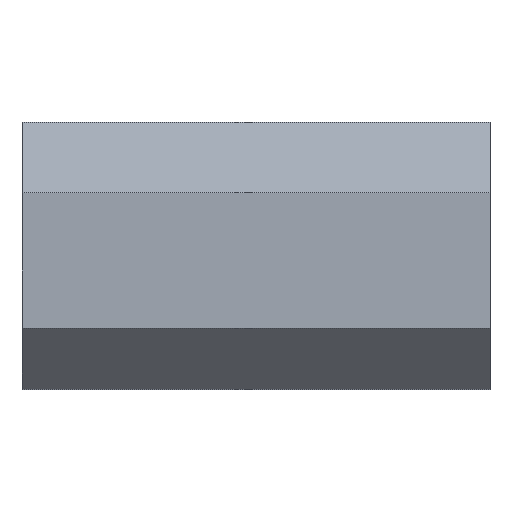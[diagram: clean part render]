
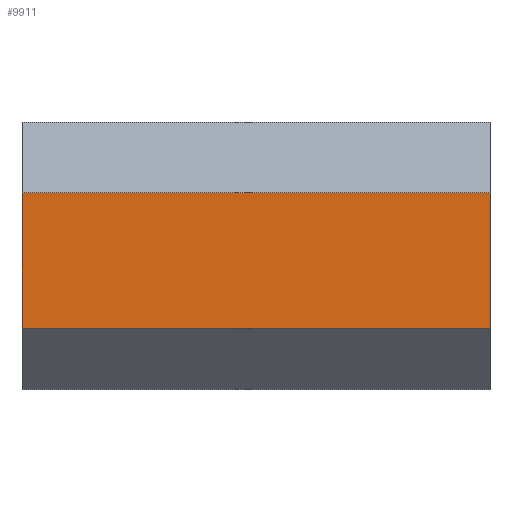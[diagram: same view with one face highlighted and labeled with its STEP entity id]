
A CAD part, top view. The second image highlights one B-rep face of the part: STEP entity #9911.
In plain terms, the highlighted planar face has unit normal (0, 0, 1).
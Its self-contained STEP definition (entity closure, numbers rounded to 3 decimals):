
#8488 = PLANE('',#8489);
#8489 = AXIS2_PLACEMENT_3D('',#8490,#8491,#8492);
#8490 = CARTESIAN_POINT('',(18.75,1.731,5.523));
#8491 = DIRECTION('',(1.,0.,0.));
#8492 = DIRECTION('',(0.,0.,1.));
#8542 = PLANE('',#8543);
#8543 = AXIS2_PLACEMENT_3D('',#8544,#8545,#8546);
#8544 = CARTESIAN_POINT('',(-1.25,1.731,5.523));
#8545 = DIRECTION('',(1.,0.,0.));
#8546 = DIRECTION('',(0.,0.,1.));
#8673 = PLANE('',#8674);
#8674 = AXIS2_PLACEMENT_3D('',#8675,#8676,#8677);
#8675 = CARTESIAN_POINT('',(-1.25,8.4,8.5));
#8676 = DIRECTION('',(0.,-0.447,-0.894));
#8677 = DIRECTION('',(0.,-0.894,0.447));
#8712 = VERTEX_POINT('',#8713);
#8713 = CARTESIAN_POINT('',(-1.25,5.4,10.));
#8734 = EDGE_CURVE('',#8712,#8735,#8737,.T.);
#8735 = VERTEX_POINT('',#8736);
#8736 = CARTESIAN_POINT('',(-1.25,-0.4,10.));
#8737 = SURFACE_CURVE('',#8738,(#8742,#8749),.PCURVE_S1.);
#8738 = LINE('',#8739,#8740);
#8739 = CARTESIAN_POINT('',(-1.25,5.4,10.));
#8740 = VECTOR('',#8741,1.);
#8741 = DIRECTION('',(0.,-1.,0.));
#8742 = PCURVE('',#8542,#8743);
#8743 = DEFINITIONAL_REPRESENTATION('',(#8744),#8748);
#8744 = LINE('',#8745,#8746);
#8745 = CARTESIAN_POINT('',(4.477,-3.669));
#8746 = VECTOR('',#8747,1.);
#8747 = DIRECTION('',(0.,1.));
#8748 = ( GEOMETRIC_REPRESENTATION_CONTEXT(2) 
PARAMETRIC_REPRESENTATION_CONTEXT() REPRESENTATION_CONTEXT('2D SPACE',''
  ) );
#8749 = PCURVE('',#8750,#8755);
#8750 = PLANE('',#8751);
#8751 = AXIS2_PLACEMENT_3D('',#8752,#8753,#8754);
#8752 = CARTESIAN_POINT('',(-1.25,5.4,10.));
#8753 = DIRECTION('',(0.,0.,-1.));
#8754 = DIRECTION('',(0.,-1.,0.));
#8755 = DEFINITIONAL_REPRESENTATION('',(#8756),#8760);
#8756 = LINE('',#8757,#8758);
#8757 = CARTESIAN_POINT('',(0.,-0.));
#8758 = VECTOR('',#8759,1.);
#8759 = DIRECTION('',(1.,0.));
#8760 = ( GEOMETRIC_REPRESENTATION_CONTEXT(2) 
PARAMETRIC_REPRESENTATION_CONTEXT() REPRESENTATION_CONTEXT('2D SPACE',''
  ) );
#8778 = PLANE('',#8779);
#8779 = AXIS2_PLACEMENT_3D('',#8780,#8781,#8782);
#8780 = CARTESIAN_POINT('',(-1.25,-0.4,10.));
#8781 = DIRECTION('',(0.,0.707,-0.707));
#8782 = DIRECTION('',(0.,-0.707,-0.707));
#8874 = VERTEX_POINT('',#8875);
#8875 = CARTESIAN_POINT('',(18.75,5.4,10.));
#8896 = EDGE_CURVE('',#8874,#8897,#8899,.T.);
#8897 = VERTEX_POINT('',#8898);
#8898 = CARTESIAN_POINT('',(18.75,-0.4,10.));
#8899 = SURFACE_CURVE('',#8900,(#8904,#8911),.PCURVE_S1.);
#8900 = LINE('',#8901,#8902);
#8901 = CARTESIAN_POINT('',(18.75,5.4,10.));
#8902 = VECTOR('',#8903,1.);
#8903 = DIRECTION('',(0.,-1.,0.));
#8904 = PCURVE('',#8488,#8905);
#8905 = DEFINITIONAL_REPRESENTATION('',(#8906),#8910);
#8906 = LINE('',#8907,#8908);
#8907 = CARTESIAN_POINT('',(4.477,-3.669));
#8908 = VECTOR('',#8909,1.);
#8909 = DIRECTION('',(0.,1.));
#8910 = ( GEOMETRIC_REPRESENTATION_CONTEXT(2) 
PARAMETRIC_REPRESENTATION_CONTEXT() REPRESENTATION_CONTEXT('2D SPACE',''
  ) );
#8911 = PCURVE('',#8750,#8912);
#8912 = DEFINITIONAL_REPRESENTATION('',(#8913),#8917);
#8913 = LINE('',#8914,#8915);
#8914 = CARTESIAN_POINT('',(0.,-20.));
#8915 = VECTOR('',#8916,1.);
#8916 = DIRECTION('',(1.,0.));
#8917 = ( GEOMETRIC_REPRESENTATION_CONTEXT(2) 
PARAMETRIC_REPRESENTATION_CONTEXT() REPRESENTATION_CONTEXT('2D SPACE',''
  ) );
#9890 = EDGE_CURVE('',#8712,#8874,#9891,.T.);
#9891 = SURFACE_CURVE('',#9892,(#9896,#9903),.PCURVE_S1.);
#9892 = LINE('',#9893,#9894);
#9893 = CARTESIAN_POINT('',(-1.25,5.4,10.));
#9894 = VECTOR('',#9895,1.);
#9895 = DIRECTION('',(1.,0.,0.));
#9896 = PCURVE('',#8673,#9897);
#9897 = DEFINITIONAL_REPRESENTATION('',(#9898),#9902);
#9898 = LINE('',#9899,#9900);
#9899 = CARTESIAN_POINT('',(3.354,0.));
#9900 = VECTOR('',#9901,1.);
#9901 = DIRECTION('',(0.,-1.));
#9902 = ( GEOMETRIC_REPRESENTATION_CONTEXT(2) 
PARAMETRIC_REPRESENTATION_CONTEXT() REPRESENTATION_CONTEXT('2D SPACE',''
  ) );
#9903 = PCURVE('',#8750,#9904);
#9904 = DEFINITIONAL_REPRESENTATION('',(#9905),#9909);
#9905 = LINE('',#9906,#9907);
#9906 = CARTESIAN_POINT('',(0.,-0.));
#9907 = VECTOR('',#9908,1.);
#9908 = DIRECTION('',(0.,-1.));
#9909 = ( GEOMETRIC_REPRESENTATION_CONTEXT(2) 
PARAMETRIC_REPRESENTATION_CONTEXT() REPRESENTATION_CONTEXT('2D SPACE',''
  ) );
#9911 = ADVANCED_FACE('',(#9912),#8750,.F.);
#9912 = FACE_BOUND('',#9913,.F.);
#9913 = EDGE_LOOP('',(#9914,#9915,#9916,#9937));
#9914 = ORIENTED_EDGE('',*,*,#9890,.T.);
#9915 = ORIENTED_EDGE('',*,*,#8896,.T.);
#9916 = ORIENTED_EDGE('',*,*,#9917,.F.);
#9917 = EDGE_CURVE('',#8735,#8897,#9918,.T.);
#9918 = SURFACE_CURVE('',#9919,(#9923,#9930),.PCURVE_S1.);
#9919 = LINE('',#9920,#9921);
#9920 = CARTESIAN_POINT('',(-1.25,-0.4,10.));
#9921 = VECTOR('',#9922,1.);
#9922 = DIRECTION('',(1.,0.,0.));
#9923 = PCURVE('',#8750,#9924);
#9924 = DEFINITIONAL_REPRESENTATION('',(#9925),#9929);
#9925 = LINE('',#9926,#9927);
#9926 = CARTESIAN_POINT('',(5.8,0.));
#9927 = VECTOR('',#9928,1.);
#9928 = DIRECTION('',(0.,-1.));
#9929 = ( GEOMETRIC_REPRESENTATION_CONTEXT(2) 
PARAMETRIC_REPRESENTATION_CONTEXT() REPRESENTATION_CONTEXT('2D SPACE',''
  ) );
#9930 = PCURVE('',#8778,#9931);
#9931 = DEFINITIONAL_REPRESENTATION('',(#9932),#9936);
#9932 = LINE('',#9933,#9934);
#9933 = CARTESIAN_POINT('',(0.,0.));
#9934 = VECTOR('',#9935,1.);
#9935 = DIRECTION('',(0.,-1.));
#9936 = ( GEOMETRIC_REPRESENTATION_CONTEXT(2) 
PARAMETRIC_REPRESENTATION_CONTEXT() REPRESENTATION_CONTEXT('2D SPACE',''
  ) );
#9937 = ORIENTED_EDGE('',*,*,#8734,.F.);
